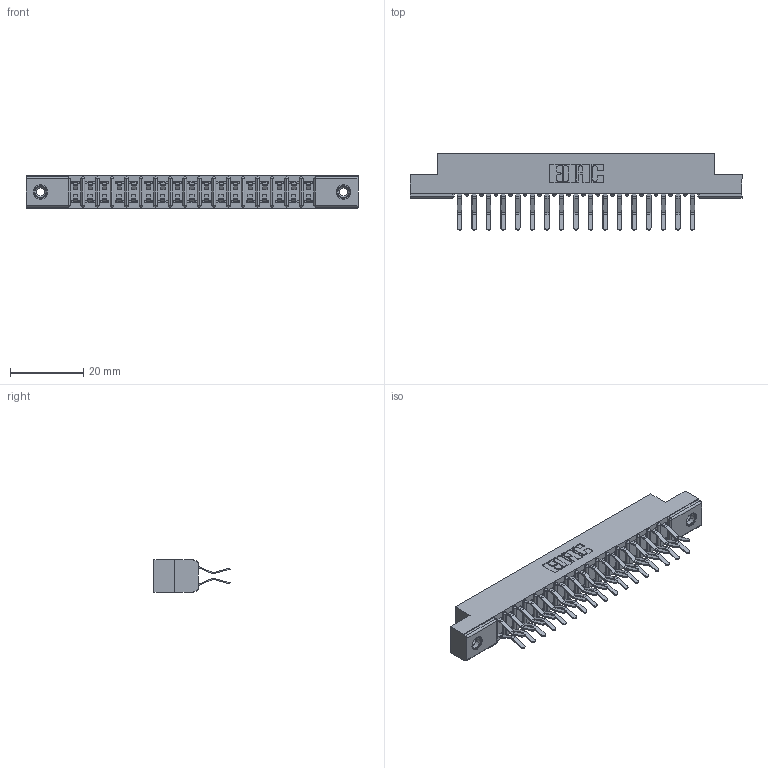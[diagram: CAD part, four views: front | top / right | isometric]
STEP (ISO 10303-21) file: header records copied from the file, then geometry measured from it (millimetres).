
FILE_DESCRIPTION (( 'STEP AP203' ), '1' );
FILE_NAME ('307-034-560-208.STEP', '2019-09-06T03:03:05', ( '' ), ( '' ), 'SwSTEP 2.0', 'SolidWorks 2016', '' );
FILE_SCHEMA (( 'CONFIG_CONTROL_DESIGN' ));
Length unit declared in the file: inch
Products named in the file (4): 307 Part_.156 Dia Mounting Holes; 345-250-001_345-250-003-102; 307-290-001_560; 307-034-560-208
Assembly tree (37 placements, depth 2):
  307-034-560-208
    307 Part_.156 Dia Mounting Holes
    307-290-001_560  x34
    345-250-001_345-250-003-102  x2
Bounding box: 90.37 x 20.73 x 8.71 mm (x, y, z)
Volume: 5947.8 mm3; surface area: 10523.6 mm2
Topology: 37 solids, 37 shells, 1896 faces, 5287 edges, 3422 vertices
Faces by surface type: plane 1224, cylinder 620, sphere 36, cone 12, torus 4
Entity records: 19489 total; most frequent: CARTESIAN_POINT 3180, ORIENTED_EDGE 3142, DIRECTION 3135, EDGE_CURVE 1571, LINE 1193, VECTOR 1193, VERTEX_POINT 1016, AXIS2_PLACEMENT_3D 971
